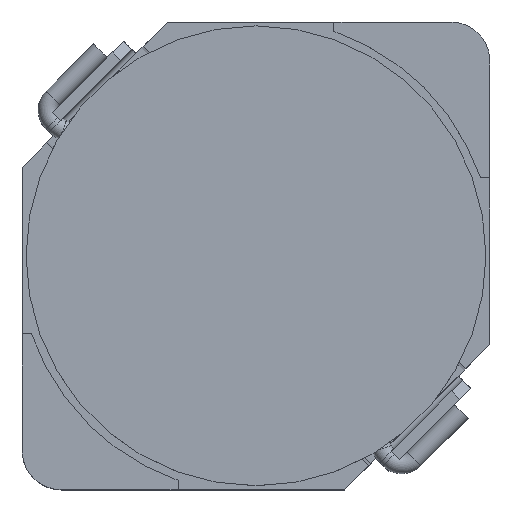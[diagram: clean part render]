
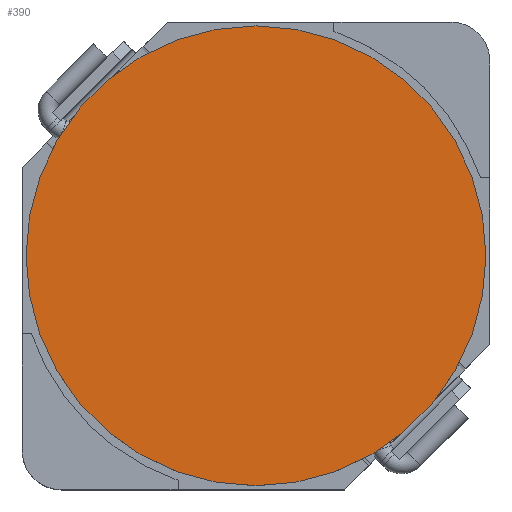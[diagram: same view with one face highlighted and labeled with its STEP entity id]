
A CAD part, top view. The second image highlights one B-rep face of the part: STEP entity #390.
In plain terms, the highlighted planar face has unit normal (0, 0, 1).
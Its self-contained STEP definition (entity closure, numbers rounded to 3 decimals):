
#390=ADVANCED_FACE('',(#1486),#1488,.T.);
#1486=FACE_BOUND('',#1487,.T.);
#1487=EDGE_LOOP('',(#2336));
#1488=PLANE('',#1489);
#1489=AXIS2_PLACEMENT_3D('',#1490,#1491,#1492);
#1490=CARTESIAN_POINT('',(0.,0.,3.));
#1491=DIRECTION('',(0.,0.,1.));
#1492=DIRECTION('',(-1.,0.,0.));
#2336=ORIENTED_EDGE('',*,*,#2839,.F.);
#2839=EDGE_CURVE('',#3188,#3188,#3189,.T.);
#3188=VERTEX_POINT('',#3864);
#3189=CIRCLE('',#3865,2.95);
#3864=CARTESIAN_POINT('',(-2.95,0.,3.));
#3865=AXIS2_PLACEMENT_3D('',#3866,#3867,#3868);
#3866=CARTESIAN_POINT('',(0.,0.,3.));
#3867=DIRECTION('',(-0.,-0.,-1.));
#3868=DIRECTION('',(-1.,0.,0.));
